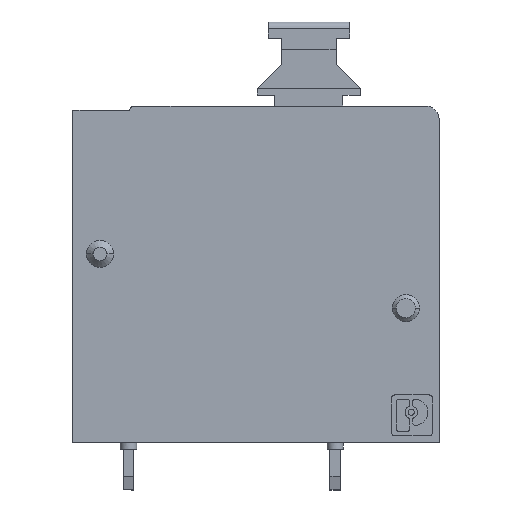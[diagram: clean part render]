
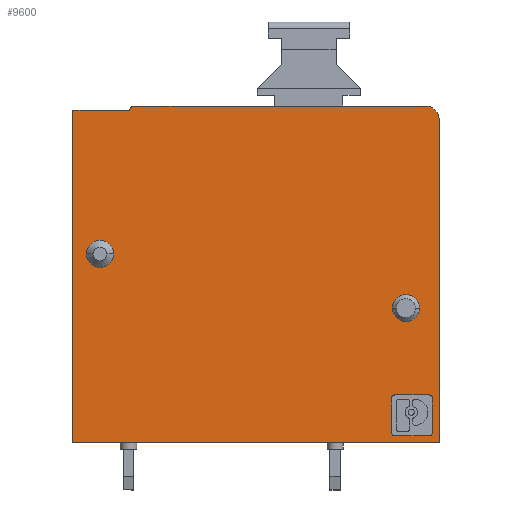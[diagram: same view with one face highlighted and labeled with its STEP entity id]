
A CAD part, top view. The second image highlights one B-rep face of the part: STEP entity #9600.
In plain terms, the highlighted planar face has unit normal (0, 0, 1).
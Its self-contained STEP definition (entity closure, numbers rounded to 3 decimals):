
#210=CARTESIAN_POINT('',(447.3,134.9,
   0.));
#220=VERTEX_POINT('',#210);
#250=CARTESIAN_POINT('',(0.,134.9,
   0.));
#260=DIRECTION('',(1.,0.,
   0.));
#270=VECTOR('',#260,1.);
#280=LINE('',#250,#270);
#290=CARTESIAN_POINT('',(443.1,134.9,
   0.));
#300=VERTEX_POINT('',#290);
#310=EDGE_CURVE('',#300,#220,#280,.T.);
#990=CARTESIAN_POINT('',(0.,0.,
   0.));
#1000=DIRECTION('',(0.,0.,
   1.));
#1010=DIRECTION('',(1.,0.,
   0.));
#1020=AXIS2_PLACEMENT_3D('',#990,#1000,#1010);
#1030=PLANE('',#1020);
#8090=CARTESIAN_POINT('',(469.1,134.2,
   0.));
#8100=DIRECTION('',(0.,0.,
   1.));
#8110=DIRECTION('',(1.,0.,
   0.));
#8120=AXIS2_PLACEMENT_3D('',#8090,#8100,#8110);
#8130=CIRCLE('',#8120,1.);
#8140=CARTESIAN_POINT('',(470.1,134.2,
   0.));
#8150=VERTEX_POINT('',#8140);
#8160=CARTESIAN_POINT('',(469.1,135.2,
   0.));
#8170=VERTEX_POINT('',#8160);
#8180=EDGE_CURVE('',#8150,#8170,#8130,.T.);
#8190=ORIENTED_EDGE('',*,*,#8180,.T.);
#8200=CARTESIAN_POINT('',(470.1,0.,
   0.));
#8210=DIRECTION('',(0.,-1.,
   0.));
#8220=VECTOR('',#8210,1.);
#8230=LINE('',#8200,#8220);
#8240=CARTESIAN_POINT('',(470.1,110.4,
   0.));
#8250=VERTEX_POINT('',#8240);
#8260=EDGE_CURVE('',#8150,#8250,#8230,.T.);
#8270=ORIENTED_EDGE('',*,*,#8260,.F.);
#8280=CARTESIAN_POINT('',(0.,110.4,
   0.));
#8290=DIRECTION('',(-1.,0.,
   0.));
#8300=VECTOR('',#8290,1.);
#8310=LINE('',#8280,#8300);
#8320=CARTESIAN_POINT('',(443.1,110.4,
   0.));
#8330=VERTEX_POINT('',#8320);
#8340=EDGE_CURVE('',#8250,#8330,#8310,.T.);
#8350=ORIENTED_EDGE('',*,*,#8340,.F.);
#8360=CARTESIAN_POINT('',(443.1,0.,
   0.));
#8370=DIRECTION('',(0.,1.,
   0.));
#8380=VECTOR('',#8370,1.);
#8390=LINE('',#8360,#8380);
#8400=EDGE_CURVE('',#8330,#300,#8390,.T.);
#8410=ORIENTED_EDGE('',*,*,#8400,.F.);
#8420=ORIENTED_EDGE('',*,*,#310,.F.);
#8430=CARTESIAN_POINT('',(447.6,134.9,
   0.));
#8440=DIRECTION('',(0.,0.,
   1.));
#8450=DIRECTION('',(1.,0.,
   0.));
#8460=AXIS2_PLACEMENT_3D('',#8430,#8440,#8450);
#8470=CIRCLE('',#8460,0.3);
#8480=CARTESIAN_POINT('',(447.6,135.2,
   0.));
#8490=VERTEX_POINT('',#8480);
#8500=EDGE_CURVE('',#8490,#220,#8470,.T.);
#8510=ORIENTED_EDGE('',*,*,#8500,.T.);
#8520=CARTESIAN_POINT('',(0.,135.2,
   0.));
#8530=DIRECTION('',(-1.,0.,
   0.));
#8540=VECTOR('',#8530,1.);
#8550=LINE('',#8520,#8540);
#8560=EDGE_CURVE('',#8170,#8490,#8550,.T.);
#8570=ORIENTED_EDGE('',*,*,#8560,.T.);
#8580=EDGE_LOOP('',(#8570,#8510,#8420,#8410,#8350,#8270,#8190));
#8590=FACE_OUTER_BOUND('',#8580,.T.);
#8600=CARTESIAN_POINT('',(0.,110.9,
   0.));
#8610=DIRECTION('',(-1.,0.,
   0.));
#8620=VECTOR('',#8610,1.);
#8630=LINE('',#8600,#8620);
#8640=CARTESIAN_POINT('',(469.389,110.9,
   0.));
#8650=VERTEX_POINT('',#8640);
#8660=CARTESIAN_POINT('',(466.811,110.9,
   0.));
#8670=VERTEX_POINT('',#8660);
#8680=EDGE_CURVE('',#8650,#8670,#8630,.T.);
#8690=ORIENTED_EDGE('',*,*,#8680,.T.);
#8700=CARTESIAN_POINT('',(469.389,111.111,
   0.));
#8710=DIRECTION('',(0.,0.,
   1.));
#8720=DIRECTION('',(1.,0.,
   0.));
#8730=AXIS2_PLACEMENT_3D('',#8700,#8710,#8720);
#8740=CIRCLE('',#8730,0.211);
#8750=CARTESIAN_POINT('',(469.6,111.111,
   0.));
#8760=VERTEX_POINT('',#8750);
#8770=EDGE_CURVE('',#8650,#8760,#8740,.T.);
#8780=ORIENTED_EDGE('',*,*,#8770,.F.);
#8790=CARTESIAN_POINT('',(469.6,0.,
   0.));
#8800=DIRECTION('',(0.,-1.,
   0.));
#8810=VECTOR('',#8800,1.);
#8820=LINE('',#8790,#8810);
#8830=CARTESIAN_POINT('',(469.6,113.689,
   0.));
#8840=VERTEX_POINT('',#8830);
#8850=EDGE_CURVE('',#8840,#8760,#8820,.T.);
#8860=ORIENTED_EDGE('',*,*,#8850,.T.);
#8870=CARTESIAN_POINT('',(469.389,113.689,
   0.));
#8880=DIRECTION('',(0.,0.,
   1.));
#8890=DIRECTION('',(1.,0.,
   0.));
#8900=AXIS2_PLACEMENT_3D('',#8870,#8880,#8890);
#8910=CIRCLE('',#8900,0.211);
#8920=CARTESIAN_POINT('',(469.389,113.9,
   0.));
#8930=VERTEX_POINT('',#8920);
#8940=EDGE_CURVE('',#8840,#8930,#8910,.T.);
#8950=ORIENTED_EDGE('',*,*,#8940,.F.);
#8960=CARTESIAN_POINT('',(0.,113.9,
   0.));
#8970=DIRECTION('',(1.,0.,
   0.));
#8980=VECTOR('',#8970,1.);
#8990=LINE('',#8960,#8980);
#9000=CARTESIAN_POINT('',(466.811,113.9,
   0.));
#9010=VERTEX_POINT('',#9000);
#9020=EDGE_CURVE('',#9010,#8930,#8990,.T.);
#9030=ORIENTED_EDGE('',*,*,#9020,.T.);
#9040=CARTESIAN_POINT('',(466.811,113.689,
   0.));
#9050=DIRECTION('',(0.,0.,
   1.));
#9060=DIRECTION('',(1.,0.,
   0.));
#9070=AXIS2_PLACEMENT_3D('',#9040,#9050,#9060);
#9080=CIRCLE('',#9070,0.211);
#9090=CARTESIAN_POINT('',(466.6,113.689,
   0.));
#9100=VERTEX_POINT('',#9090);
#9110=EDGE_CURVE('',#9010,#9100,#9080,.T.);
#9120=ORIENTED_EDGE('',*,*,#9110,.F.);
#9130=CARTESIAN_POINT('',(466.6,0.,
   0.));
#9140=DIRECTION('',(0.,1.,
   0.));
#9150=VECTOR('',#9140,1.);
#9160=LINE('',#9130,#9150);
#9170=CARTESIAN_POINT('',(466.6,111.111,
   0.));
#9180=VERTEX_POINT('',#9170);
#9190=EDGE_CURVE('',#9180,#9100,#9160,.T.);
#9200=ORIENTED_EDGE('',*,*,#9190,.T.);
#9210=CARTESIAN_POINT('',(466.811,111.111,
   0.));
#9220=DIRECTION('',(0.,0.,
   1.));
#9230=DIRECTION('',(1.,0.,
   0.));
#9240=AXIS2_PLACEMENT_3D('',#9210,#9220,#9230);
#9250=CIRCLE('',#9240,0.211);
#9260=EDGE_CURVE('',#9180,#8670,#9250,.T.);
#9270=ORIENTED_EDGE('',*,*,#9260,.F.);
#9280=EDGE_LOOP('',(#9270,#9200,#9120,#9030,#8950,#8860,#8780,#8690));
#9290=FACE_BOUND('',#9280,.T.);
#9300=CARTESIAN_POINT('',(467.65,120.3,
   0.));
#9310=DIRECTION('',(0.,0.,
   1.));
#9320=DIRECTION('',(1.,0.,
   0.));
#9330=AXIS2_PLACEMENT_3D('',#9300,#9310,#9320);
#9340=CIRCLE('',#9330,1.);
#9350=CARTESIAN_POINT('',(468.65,120.3,
   0.));
#9360=VERTEX_POINT('',#9350);
#9370=CARTESIAN_POINT('',(466.65,120.3,
   0.));
#9380=VERTEX_POINT('',#9370);
#9390=EDGE_CURVE('',#9360,#9380,#9340,.T.);
#9400=ORIENTED_EDGE('',*,*,#9390,.F.);
#9410=EDGE_CURVE('',#9380,#9360,#9340,.T.);
#9420=ORIENTED_EDGE('',*,*,#9410,.F.);
#9430=EDGE_LOOP('',(#9420,#9400));
#9440=FACE_BOUND('',#9430,.T.);
#9450=CARTESIAN_POINT('',(445.1,124.3,
   0.));
#9460=DIRECTION('',(0.,0.,
   1.));
#9470=DIRECTION('',(1.,0.,
   0.));
#9480=AXIS2_PLACEMENT_3D('',#9450,#9460,#9470);
#9490=CIRCLE('',#9480,1.);
#9500=CARTESIAN_POINT('',(446.1,124.3,
   0.));
#9510=VERTEX_POINT('',#9500);
#9520=CARTESIAN_POINT('',(444.1,124.3,
   0.));
#9530=VERTEX_POINT('',#9520);
#9540=EDGE_CURVE('',#9510,#9530,#9490,.T.);
#9550=ORIENTED_EDGE('',*,*,#9540,.F.);
#9560=EDGE_CURVE('',#9530,#9510,#9490,.T.);
#9570=ORIENTED_EDGE('',*,*,#9560,.F.);
#9580=EDGE_LOOP('',(#9570,#9550));
#9590=FACE_BOUND('',#9580,.T.);
#9600=ADVANCED_FACE('',(#8590,#9290,#9440,#9590),#1030,.T.);
